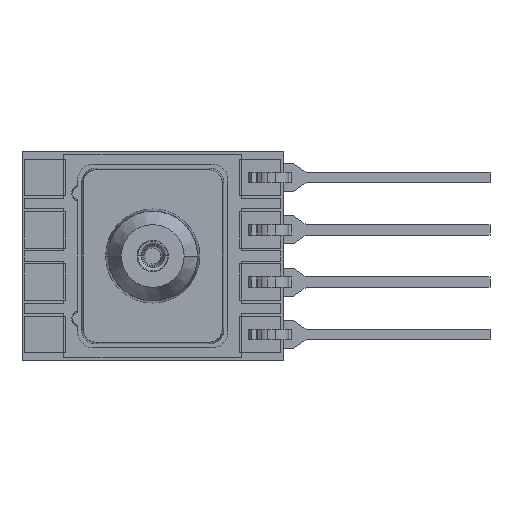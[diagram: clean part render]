
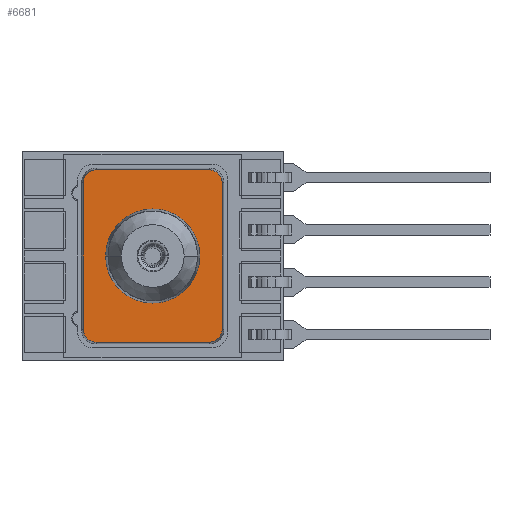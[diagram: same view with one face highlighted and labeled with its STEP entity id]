
A CAD part, left-side view. The second image highlights one B-rep face of the part: STEP entity #6681.
In plain terms, the highlighted face is planar.
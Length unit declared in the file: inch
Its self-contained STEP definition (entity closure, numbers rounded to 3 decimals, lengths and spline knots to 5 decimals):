
#311 = EDGE_LOOP ( 'NONE', ( #6700, #652 ) ) ;
#338 = EDGE_LOOP ( 'NONE', ( #682, #680, #660, #673, #671, #662, #651, #672 ) ) ;
#651 = ORIENTED_EDGE ( 'NONE', *, *, #7430, .T. ) ;
#652 = ORIENTED_EDGE ( 'NONE', *, *, #7344, .F. ) ;
#660 = ORIENTED_EDGE ( 'NONE', *, *, #7423, .T. ) ;
#662 = ORIENTED_EDGE ( 'NONE', *, *, #7434, .T. ) ;
#671 = ORIENTED_EDGE ( 'NONE', *, *, #7427, .T. ) ;
#672 = ORIENTED_EDGE ( 'NONE', *, *, #7437, .T. ) ;
#673 = ORIENTED_EDGE ( 'NONE', *, *, #7435, .T. ) ;
#680 = ORIENTED_EDGE ( 'NONE', *, *, #7436, .T. ) ;
#682 = ORIENTED_EDGE ( 'NONE', *, *, #7439, .T. ) ;
#1807 = CARTESIAN_POINT ( 'NONE',  ( 1.83951, 1.70248, -0.797 ) ) ;
#1808 = CARTESIAN_POINT ( 'NONE',  ( 2.12296, 1.96798, -0.797 ) ) ;
#1810 = CARTESIAN_POINT ( 'NONE',  ( 2.13213, 1.96488, -0.797 ) ) ;
#1813 = CARTESIAN_POINT ( 'NONE',  ( 2.12615, 1.96735, -0.797 ) ) ;
#1815 = CARTESIAN_POINT ( 'NONE',  ( 2.13486, 1.96305, -0.797 ) ) ;
#1816 = CARTESIAN_POINT ( 'NONE',  ( 2.14169, 1.95623, -0.797 ) ) ;
#1817 = CARTESIAN_POINT ( 'NONE',  ( 2.14436, 1.94984, -0.797 ) ) ;
#1818 = CARTESIAN_POINT ( 'NONE',  ( 2.14436, 1.94333, -0.797 ) ) ;
#1821 = DIRECTION ( 'NONE',  ( 0., 1., 0. ) ) ;
#1831 = CARTESIAN_POINT ( 'NONE',  ( 1.97961, 1.83523, -0.797 ) ) ;
#1832 = DIRECTION ( 'NONE',  ( 0., 1., 0. ) ) ;
#1833 = DIRECTION ( 'NONE',  ( 1., 0., 0. ) ) ;
#1837 = CARTESIAN_POINT ( 'NONE',  ( 2.14786, 1.96798, -0.797 ) ) ;
#1839 = CARTESIAN_POINT ( 'NONE',  ( 1.81486, 1.97148, -0.797 ) ) ;
#1840 = DIRECTION ( 'NONE',  ( 0., 0., -1. ) ) ;
#1843 = DIRECTION ( 'NONE',  ( 0., -1., 0. ) ) ;
#1844 = CARTESIAN_POINT ( 'NONE',  ( 2.1197, 1.96798, -0.797 ) ) ;
#1848 = CARTESIAN_POINT ( 'NONE',  ( 2.14436, 1.97148, -0.797 ) ) ;
#1854 = CARTESIAN_POINT ( 'NONE',  ( 1.81486, 1.94333, -0.797 ) ) ;
#1857 = CARTESIAN_POINT ( 'NONE',  ( 2.14436, 1.72714, -0.797 ) ) ;
#1861 = CARTESIAN_POINT ( 'NONE',  ( 2.12621, 1.70248, -0.797 ) ) ;
#1866 = CARTESIAN_POINT ( 'NONE',  ( 1.81486, 1.94658, -0.797 ) ) ;
#1867 = CARTESIAN_POINT ( 'NONE',  ( 2.14372, 1.72068, -0.797 ) ) ;
#1868 = CARTESIAN_POINT ( 'NONE',  ( 1.82435, 1.70741, -0.797 ) ) ;
#1869 = CARTESIAN_POINT ( 'NONE',  ( 1.81979, 1.95849, -0.797 ) ) ;
#1873 = CARTESIAN_POINT ( 'NONE',  ( 1.82661, 1.96532, -0.797 ) ) ;
#1874 = CARTESIAN_POINT ( 'NONE',  ( 2.14436, 1.72388, -0.797 ) ) ;
#1875 = CARTESIAN_POINT ( 'NONE',  ( 1.83306, 1.70312, -0.797 ) ) ;
#1878 = CARTESIAN_POINT ( 'NONE',  ( 1.81549, 1.94978, -0.797 ) ) ;
#1880 = CARTESIAN_POINT ( 'NONE',  ( 2.1197, 1.70248, -0.797 ) ) ;
#1883 = DIRECTION ( 'NONE',  ( -1., 0., 0. ) ) ;
#1886 = CARTESIAN_POINT ( 'NONE',  ( 1.81486, 1.72062, -0.797 ) ) ;
#1889 = CARTESIAN_POINT ( 'NONE',  ( 2.14786, 1.70248, -0.797 ) ) ;
#1892 = CARTESIAN_POINT ( 'NONE',  ( 1.83951, 1.96798, -0.797 ) ) ;
#1894 = CARTESIAN_POINT ( 'NONE',  ( 1.82708, 1.70558, -0.797 ) ) ;
#1895 = CARTESIAN_POINT ( 'NONE',  ( 2.14125, 1.71471, -0.797 ) ) ;
#1898 = CARTESIAN_POINT ( 'NONE',  ( 1.81752, 1.71423, -0.797 ) ) ;
#1900 = CARTESIAN_POINT ( 'NONE',  ( 1.83625, 1.70248, -0.797 ) ) ;
#1901 = CARTESIAN_POINT ( 'NONE',  ( 1.81796, 1.95575, -0.797 ) ) ;
#1903 = CARTESIAN_POINT ( 'NONE',  ( 1.833, 1.96798, -0.797 ) ) ;
#1904 = CARTESIAN_POINT ( 'NONE',  ( 1.81486, 1.72714, -0.797 ) ) ;
#1905 = CARTESIAN_POINT ( 'NONE',  ( 2.13943, 1.71197, -0.797 ) ) ;
#1906 = CARTESIAN_POINT ( 'NONE',  ( 2.13261, 1.70515, -0.797 ) ) ;
#2599 = DIRECTION ( 'NONE',  ( 1., 0., 0. ) ) ;
#2613 = PLANE ( 'NONE',  #4526 ) ;
#2616 = DIRECTION ( 'NONE',  ( 0., 0., 1. ) ) ;
#2646 = CARTESIAN_POINT ( 'NONE',  ( 2.14786, 1.97148, -0.797 ) ) ;
#3302 = CIRCLE ( 'NONE', #4648, 0.09 ) ;
#3313 = LINE ( 'NONE', #1839, #3363 ) ;
#3360 = VECTOR ( 'NONE', #1843, 39.37008 ) ;
#3363 = VECTOR ( 'NONE', #1821, 39.37008 ) ;
#3364 = CIRCLE ( 'NONE', #4652, 0.09 ) ;
#3377 = LINE ( 'NONE', #1848, #3360 ) ;
#3388 = VECTOR ( 'NONE', #1883, 39.37008 ) ;
#3390 = LINE ( 'NONE', #1837, #3395 ) ;
#3395 = VECTOR ( 'NONE', #1833, 39.37008 ) ;
#3399 = LINE ( 'NONE', #1889, #3388 ) ;
#3455 = FACE_BOUND ( 'NONE', #311, .T. ) ;
#3478 = FACE_OUTER_BOUND ( 'NONE', #338, .T. ) ;
#4298 = CARTESIAN_POINT ( 'NONE',  ( 1.97961, 1.74523, -0.797 ) ) ;
#4307 = CARTESIAN_POINT ( 'NONE',  ( 1.97961, 1.92523, -0.797 ) ) ;
#4354 = CARTESIAN_POINT ( 'NONE',  ( 2.14436, 1.94333, -0.797 ) ) ;
#4376 = CARTESIAN_POINT ( 'NONE',  ( 2.1197, 1.70248, -0.797 ) ) ;
#4399 = CARTESIAN_POINT ( 'NONE',  ( 1.81486, 1.72714, -0.797 ) ) ;
#4401 = CARTESIAN_POINT ( 'NONE',  ( 2.14436, 1.72714, -0.797 ) ) ;
#4407 = CARTESIAN_POINT ( 'NONE',  ( 1.81486, 1.94333, -0.797 ) ) ;
#4412 = CARTESIAN_POINT ( 'NONE',  ( 2.1197, 1.96798, -0.797 ) ) ;
#4426 = CARTESIAN_POINT ( 'NONE',  ( 1.83951, 1.70248, -0.797 ) ) ;
#4427 = CARTESIAN_POINT ( 'NONE',  ( 1.83951, 1.96798, -0.797 ) ) ;
#4526 = AXIS2_PLACEMENT_3D ( 'NONE', #2646, #2616, #2599 ) ;
#4648 = AXIS2_PLACEMENT_3D ( 'NONE', #5948, #5913, #5914 ) ;
#4652 = AXIS2_PLACEMENT_3D ( 'NONE', #1831, #1840, #1832 ) ;
#5913 = DIRECTION ( 'NONE',  ( 0., 0., -1. ) ) ;
#5914 = DIRECTION ( 'NONE',  ( 0., 1., 0. ) ) ;
#5948 = CARTESIAN_POINT ( 'NONE',  ( 1.97961, 1.83523, -0.797 ) ) ;
#6681 = ADVANCED_FACE ( 'NONE', ( #3455, #3478 ), #2613, .F. ) ;
#6700 = ORIENTED_EDGE ( 'NONE', *, *, #7426, .F. ) ;
#7292 = B_SPLINE_CURVE_WITH_KNOTS ( 'NONE', 3,
 ( #1857, #1874, #1867, #1895, #1905, #1906, #1861, #1880 ),
 .UNSPECIFIED., .F., .F.,
 ( 4, 2, 2, 4 ),
 ( 0., 0.00024, 0.00049, 0.00098 ),
 .UNSPECIFIED. ) ;
#7296 = B_SPLINE_CURVE_WITH_KNOTS ( 'NONE', 3,
 ( #1844, #1808, #1813, #1810, #1815, #1816, #1817, #1818 ),
 .UNSPECIFIED., .F., .F.,
 ( 4, 2, 2, 4 ),
 ( 0., 0.00024, 0.00049, 0.00098 ),
 .UNSPECIFIED. ) ;
#7306 = B_SPLINE_CURVE_WITH_KNOTS ( 'NONE', 3,
 ( #1807, #1900, #1875, #1894, #1868, #1898, #1886, #1904 ),
 .UNSPECIFIED., .F., .F.,
 ( 4, 2, 2, 4 ),
 ( 0., 0.00024, 0.00049, 0.00098 ),
 .UNSPECIFIED. ) ;
#7311 = B_SPLINE_CURVE_WITH_KNOTS ( 'NONE', 3,
 ( #1854, #1866, #1878, #1901, #1869, #1873, #1903, #1892 ),
 .UNSPECIFIED., .F., .F.,
 ( 4, 2, 2, 4 ),
 ( 0., 0.00024, 0.00049, 0.00098 ),
 .UNSPECIFIED. ) ;
#7344 = EDGE_CURVE ( 'NONE', #8296, #8272, #3302, .T. ) ;
#7423 = EDGE_CURVE ( 'NONE', #8323, #8352, #3313, .T. ) ;
#7426 = EDGE_CURVE ( 'NONE', #8272, #8296, #3364, .T. ) ;
#7427 = EDGE_CURVE ( 'NONE', #8376, #8374, #3390, .T. ) ;
#7430 = EDGE_CURVE ( 'NONE', #8335, #8348, #3377, .T. ) ;
#7434 = EDGE_CURVE ( 'NONE', #8374, #8335, #7296, .T. ) ;
#7435 = EDGE_CURVE ( 'NONE', #8352, #8376, #7311, .T. ) ;
#7436 = EDGE_CURVE ( 'NONE', #8375, #8323, #7306, .T. ) ;
#7437 = EDGE_CURVE ( 'NONE', #8348, #8343, #7292, .T. ) ;
#7439 = EDGE_CURVE ( 'NONE', #8343, #8375, #3399, .T. ) ;
#8272 = VERTEX_POINT ( 'NONE', #4298 ) ;
#8296 = VERTEX_POINT ( 'NONE', #4307 ) ;
#8323 = VERTEX_POINT ( 'NONE', #4399 ) ;
#8335 = VERTEX_POINT ( 'NONE', #4354 ) ;
#8343 = VERTEX_POINT ( 'NONE', #4376 ) ;
#8348 = VERTEX_POINT ( 'NONE', #4401 ) ;
#8352 = VERTEX_POINT ( 'NONE', #4407 ) ;
#8374 = VERTEX_POINT ( 'NONE', #4412 ) ;
#8375 = VERTEX_POINT ( 'NONE', #4426 ) ;
#8376 = VERTEX_POINT ( 'NONE', #4427 ) ;
